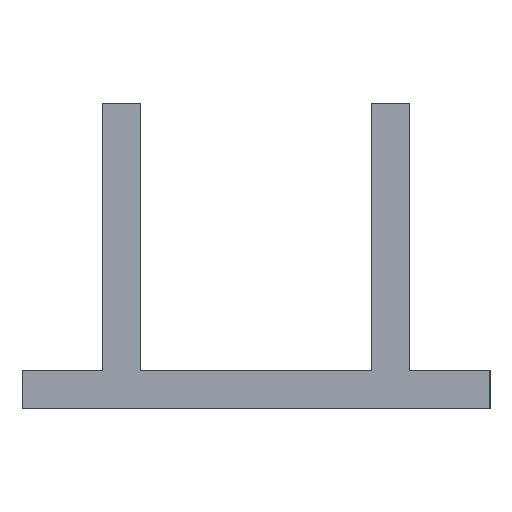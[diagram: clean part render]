
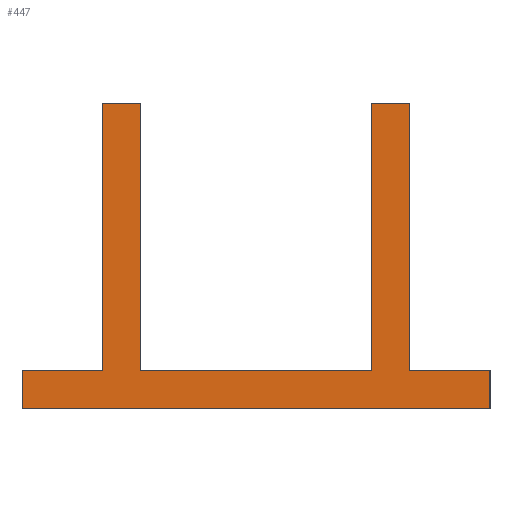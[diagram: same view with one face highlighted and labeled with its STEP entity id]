
A CAD part, left-side view. The second image highlights one B-rep face of the part: STEP entity #447.
In plain terms, the highlighted planar face has unit normal (-1, 0, 0).
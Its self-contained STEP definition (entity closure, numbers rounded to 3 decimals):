
#69=CARTESIAN_POINT('Vertex',(-115.,15.1,35.)) ;
#72=CARTESIAN_POINT('Line Origine',(-115.,15.1,17.5)) ;
#76=CARTESIAN_POINT('Vertex',(-115.,15.1,0.)) ;
#107=CARTESIAN_POINT('Vertex',(-115.,20.1,35.)) ;
#110=CARTESIAN_POINT('Line Origine',(-115.,17.6,35.)) ;
#131=CARTESIAN_POINT('Vertex',(-115.,20.1,0.)) ;
#136=CARTESIAN_POINT('Line Origine',(-115.,20.1,17.5)) ;
#162=CARTESIAN_POINT('Vertex',(-115.,-15.1,0.)) ;
#167=CARTESIAN_POINT('Line Origine',(-115.,-15.1,17.5)) ;
#171=CARTESIAN_POINT('Vertex',(-115.,-15.1,35.)) ;
#198=CARTESIAN_POINT('Line Origine',(-115.,0.,0.)) ;
#215=CARTESIAN_POINT('Line Origine',(-115.,-17.6,35.)) ;
#219=CARTESIAN_POINT('Vertex',(-115.,-20.1,35.)) ;
#253=CARTESIAN_POINT('Line Origine',(-115.,-20.1,17.5)) ;
#257=CARTESIAN_POINT('Vertex',(-115.,-20.1,0.)) ;
#272=CARTESIAN_POINT('Line Origine',(-115.,-25.35,0.)) ;
#276=CARTESIAN_POINT('Vertex',(-115.,-30.6,0.)) ;
#303=CARTESIAN_POINT('Line Origine',(-115.,-30.6,-2.5)) ;
#307=CARTESIAN_POINT('Vertex',(-115.,-30.6,-5.)) ;
#334=CARTESIAN_POINT('Line Origine',(-115.,0.,-5.)) ;
#338=CARTESIAN_POINT('Vertex',(-115.,30.6,-5.)) ;
#365=CARTESIAN_POINT('Line Origine',(-115.,30.6,-2.5)) ;
#369=CARTESIAN_POINT('Vertex',(-115.,30.6,0.)) ;
#396=CARTESIAN_POINT('Line Origine',(-115.,25.35,0.)) ;
#428=CARTESIAN_POINT('Axis2P3D Location',(-115.,0.,0.)) ;
#73=DIRECTION('Vector Direction',(0.,0.,1.)) ;
#111=DIRECTION('Vector Direction',(0.,1.,0.)) ;
#137=DIRECTION('Vector Direction',(0.,0.,1.)) ;
#168=DIRECTION('Vector Direction',(0.,0.,1.)) ;
#199=DIRECTION('Vector Direction',(0.,1.,0.)) ;
#216=DIRECTION('Vector Direction',(0.,-1.,0.)) ;
#254=DIRECTION('Vector Direction',(0.,0.,1.)) ;
#273=DIRECTION('Vector Direction',(0.,1.,0.)) ;
#304=DIRECTION('Vector Direction',(0.,0.,-1.)) ;
#335=DIRECTION('Vector Direction',(0.,1.,0.)) ;
#366=DIRECTION('Vector Direction',(0.,0.,1.)) ;
#397=DIRECTION('Vector Direction',(0.,1.,0.)) ;
#429=DIRECTION('Axis2P3D Direction',(1.,0.,0.)) ;
#430=DIRECTION('Axis2P3D XDirection',(0.,1.,0.)) ;
#431=AXIS2_PLACEMENT_3D('Plane Axis2P3D',#428,#429,#430) ;
#434=ORIENTED_EDGE('',*,*,#78,.T.) ;
#435=ORIENTED_EDGE('',*,*,#114,.T.) ;
#436=ORIENTED_EDGE('',*,*,#140,.F.) ;
#437=ORIENTED_EDGE('',*,*,#400,.T.) ;
#438=ORIENTED_EDGE('',*,*,#371,.F.) ;
#439=ORIENTED_EDGE('',*,*,#340,.F.) ;
#440=ORIENTED_EDGE('',*,*,#309,.F.) ;
#441=ORIENTED_EDGE('',*,*,#278,.T.) ;
#442=ORIENTED_EDGE('',*,*,#259,.T.) ;
#443=ORIENTED_EDGE('',*,*,#221,.F.) ;
#444=ORIENTED_EDGE('',*,*,#173,.F.) ;
#445=ORIENTED_EDGE('',*,*,#202,.T.) ;
#74=VECTOR('Line Direction',#73,1.) ;
#112=VECTOR('Line Direction',#111,1.) ;
#138=VECTOR('Line Direction',#137,1.) ;
#169=VECTOR('Line Direction',#168,1.) ;
#200=VECTOR('Line Direction',#199,1.) ;
#217=VECTOR('Line Direction',#216,1.) ;
#255=VECTOR('Line Direction',#254,1.) ;
#274=VECTOR('Line Direction',#273,1.) ;
#305=VECTOR('Line Direction',#304,1.) ;
#336=VECTOR('Line Direction',#335,1.) ;
#367=VECTOR('Line Direction',#366,1.) ;
#398=VECTOR('Line Direction',#397,1.) ;
#447=ADVANCED_FACE('Corps principal',(#446),#432,.F.) ;
#78=EDGE_CURVE('',#77,#70,#75,.T.) ;
#114=EDGE_CURVE('',#70,#108,#113,.T.) ;
#140=EDGE_CURVE('',#132,#108,#139,.T.) ;
#173=EDGE_CURVE('',#163,#172,#170,.T.) ;
#202=EDGE_CURVE('',#163,#77,#201,.T.) ;
#221=EDGE_CURVE('',#172,#220,#218,.T.) ;
#259=EDGE_CURVE('',#258,#220,#256,.T.) ;
#278=EDGE_CURVE('',#277,#258,#275,.T.) ;
#309=EDGE_CURVE('',#277,#308,#306,.T.) ;
#340=EDGE_CURVE('',#308,#339,#337,.T.) ;
#371=EDGE_CURVE('',#339,#370,#368,.T.) ;
#400=EDGE_CURVE('',#132,#370,#399,.T.) ;
#433=EDGE_LOOP('',(#434,#435,#436,#437,#438,#439,#440,#441,#442,#443,#444,#445)) ;
#446=FACE_OUTER_BOUND('',#433,.T.) ;
#75=LINE('Line',#72,#74) ;
#113=LINE('Line',#110,#112) ;
#139=LINE('Line',#136,#138) ;
#170=LINE('Line',#167,#169) ;
#201=LINE('Line',#198,#200) ;
#218=LINE('Line',#215,#217) ;
#256=LINE('Line',#253,#255) ;
#275=LINE('Line',#272,#274) ;
#306=LINE('Line',#303,#305) ;
#337=LINE('Line',#334,#336) ;
#368=LINE('Line',#365,#367) ;
#399=LINE('Line',#396,#398) ;
#432=PLANE('',#431) ;
#70=VERTEX_POINT('',#69) ;
#77=VERTEX_POINT('',#76) ;
#108=VERTEX_POINT('',#107) ;
#132=VERTEX_POINT('',#131) ;
#163=VERTEX_POINT('',#162) ;
#172=VERTEX_POINT('',#171) ;
#220=VERTEX_POINT('',#219) ;
#258=VERTEX_POINT('',#257) ;
#277=VERTEX_POINT('',#276) ;
#308=VERTEX_POINT('',#307) ;
#339=VERTEX_POINT('',#338) ;
#370=VERTEX_POINT('',#369) ;
